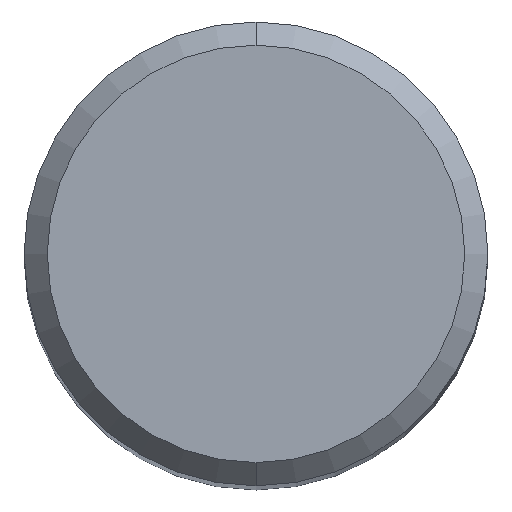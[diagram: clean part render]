
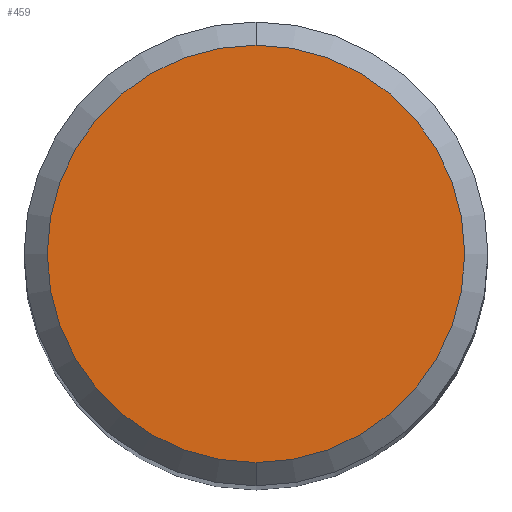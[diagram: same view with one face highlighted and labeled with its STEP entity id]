
A CAD part, top view. The second image highlights one B-rep face of the part: STEP entity #459.
In plain terms, the highlighted planar face has unit normal (0, 0, 1).
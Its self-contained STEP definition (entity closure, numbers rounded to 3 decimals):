
#191=EDGE_CURVE('',#411,#355,#499,.T.);
#355=VERTEX_POINT('',#678);
#411=VERTEX_POINT('',#741);
#449=EDGE_CURVE('',#355,#411,#784,.T.);
#459=ADVANCED_FACE('',(#795),#796,.T.);
#499=CIRCLE('',#847,5.4);
#678=CARTESIAN_POINT('',(0.0,5.4,0.0));
#741=CARTESIAN_POINT('',(0.,-5.4,0.0));
#784=CIRCLE('',#1480,5.4);
#795=FACE_OUTER_BOUND('',#1501,.T.);
#796=PLANE('',#1502);
#847=AXIS2_PLACEMENT_3D('',#1522,#1523,#1524);
#1480=AXIS2_PLACEMENT_3D('',#1851,#1852,#1853);
#1501=EDGE_LOOP('',(#1861,#1862));
#1502=AXIS2_PLACEMENT_3D('',#1863,#1864,#1865);
#1522=CARTESIAN_POINT('',(0.0,0.0,0.0));
#1523=DIRECTION('',(0.0,0.0,-1.0));
#1524=DIRECTION('',(0.0,1.0,0.0));
#1851=CARTESIAN_POINT('',(0.0,0.0,0.0));
#1852=DIRECTION('',(0.0,0.0,-1.0));
#1853=DIRECTION('',(0.0,1.0,0.0));
#1861=ORIENTED_EDGE('',*,*,#449,.F.);
#1862=ORIENTED_EDGE('',*,*,#191,.F.);
#1863=CARTESIAN_POINT('',(0.0,2.7,0.0));
#1864=DIRECTION('',(-0.0,0.0,1.0));
#1865=DIRECTION('',(0.0,-1.0,0.0));
